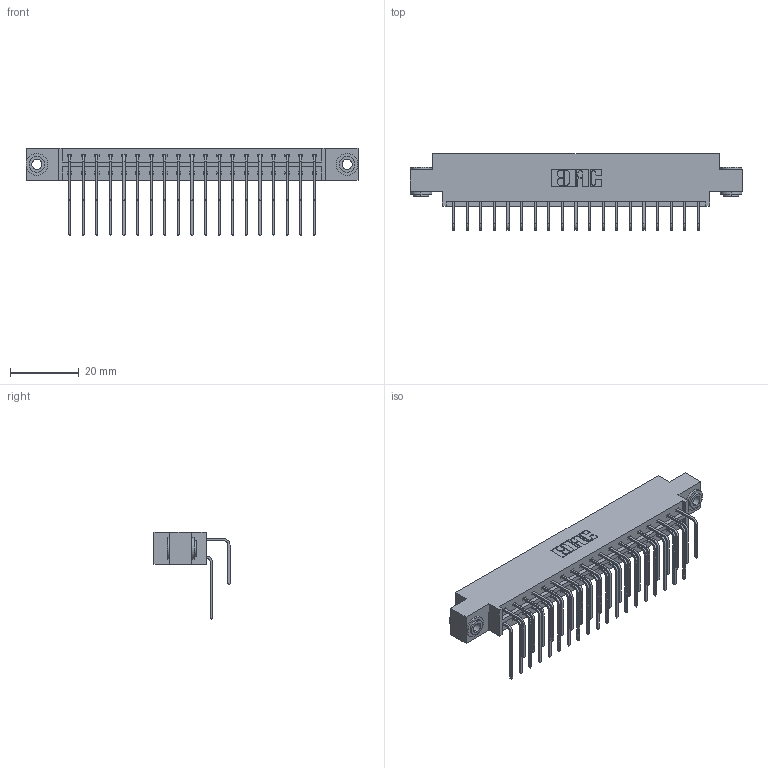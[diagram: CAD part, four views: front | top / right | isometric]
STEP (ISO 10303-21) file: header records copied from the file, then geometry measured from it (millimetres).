
FILE_DESCRIPTION (( 'STEP AP203' ), '1' );
FILE_NAME ('833-038-558-803.STEP', '2020-06-03T13:46:01', ( '' ), ( '' ), 'SwSTEP 2.0', 'SolidWorks 2020', '' );
FILE_SCHEMA (( 'CONFIG_CONTROL_DESIGN' ));
Length unit declared in the file: inch
Products named in the file (5): 345-250-002_345-250-002-102; 833-038-558-803; 833 Part_Offset - .156 Dia - TH; 345-292-001_558 Tail - 2; 345-292-001_558 559 Tail - 1
Assembly tree (41 placements, depth 2):
  833-038-558-803
    833 Part_Offset - .156 Dia - TH
    345-292-001_558 559 Tail - 1  x19
    345-292-001_558 Tail - 2  x19
    345-250-002_345-250-002-102  x2
Bounding box: 96.82 x 22.17 x 25.53 mm (x, y, z)
Volume: 9681 mm3; surface area: 12731.8 mm2
Topology: 41 solids, 41 shells, 2208 faces, 6517 edges, 4290 vertices
Faces by surface type: plane 1528, cylinder 672, cone 8
Entity records: 17764 total; most frequent: CARTESIAN_POINT 3000, ORIENTED_EDGE 2878, DIRECTION 2617, EDGE_CURVE 1439, VECTOR 1247, LINE 1247, VERTEX_POINT 954, AXIS2_PLACEMENT_3D 685
